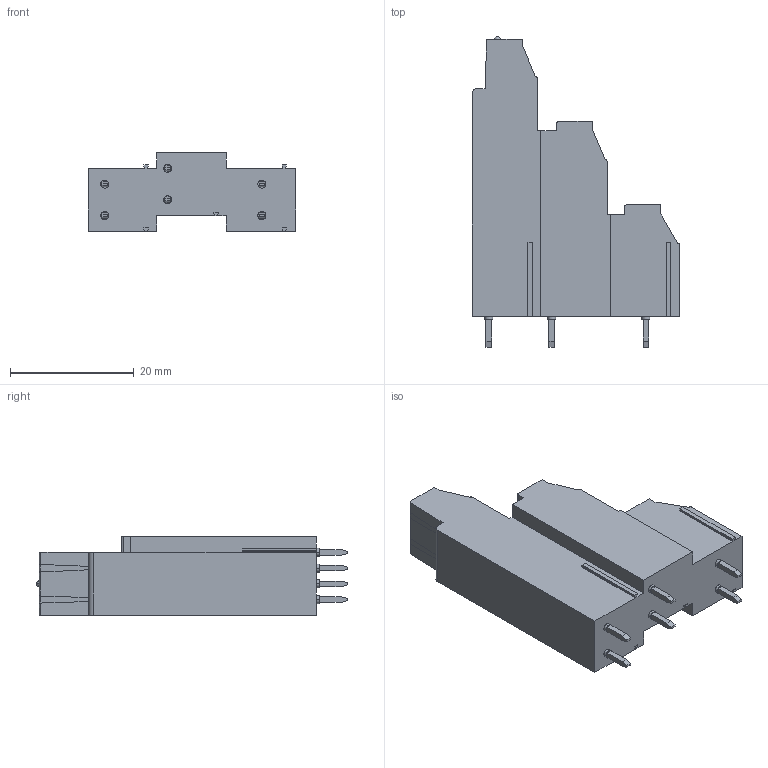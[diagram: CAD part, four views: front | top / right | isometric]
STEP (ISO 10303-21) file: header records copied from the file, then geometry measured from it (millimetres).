
FILE_DESCRIPTION(('STEP AP214'),'1');
FILE_NAME('1723014.stp','2015-09-14T18:07:21',('TraceParts'),('TraceParts S.A.'),'Spatial InterOp 3D',' ',' ');
FILE_SCHEMA(('automotive_design'));
Length unit declared in the file: millimetre
Products named in the file (1): mk3ds_3-2-5.08|1#mk3ds_3-2-5.08;mk3ds_3-2-5.08
Bounding box: 33.6 x 50.2 x 12.7 mm (x, y, z)
Volume: 9509.3 mm3; surface area: 4613.9 mm2
Topology: 1 solids, 1 shells, 311 faces, 800 edges, 524 vertices
Faces by surface type: plane 240, cylinder 69, sphere 2
Entity records: 12083 total; most frequent: CARTESIAN_POINT 1828, ORIENTED_EDGE 1600, DIRECTION 1597, EDGE_CURVE 800, LINE 619, VECTOR 619, VERTEX_POINT 524, AXIS2_PLACEMENT_3D 489
